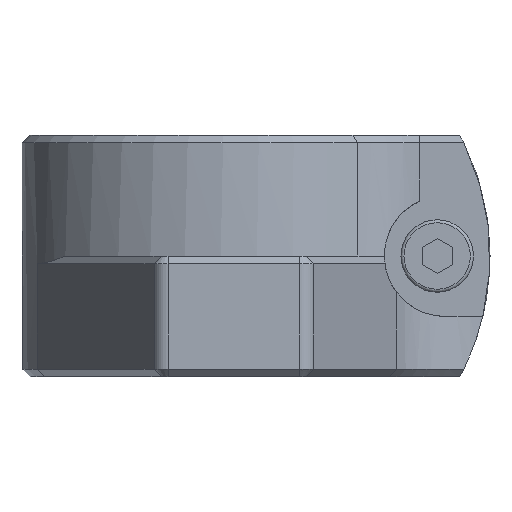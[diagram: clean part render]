
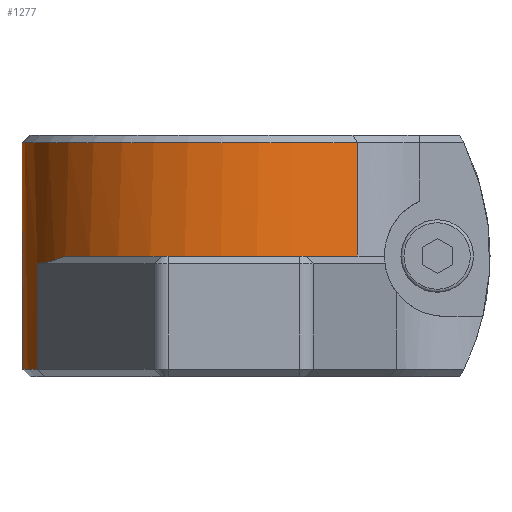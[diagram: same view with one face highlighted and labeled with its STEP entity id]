
A CAD part, left-side view. The second image highlights one B-rep face of the part: STEP entity #1277.
In plain terms, the highlighted cylindrical face has radius 14 mm (diameter 28 mm), a partial arc.
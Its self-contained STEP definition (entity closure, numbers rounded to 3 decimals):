
#21=ELLIPSE('',#1439,19.799,14.);
#22=ELLIPSE('',#1441,19.799,14.);
#80=CYLINDRICAL_SURFACE('',#1437,14.);
#118=LINE('',#2038,#220);
#157=LINE('',#2207,#259);
#159=LINE('',#2213,#261);
#160=LINE('',#2216,#262);
#220=VECTOR('',#1611,1000.);
#259=VECTOR('',#1748,1000.);
#261=VECTOR('',#1754,1000.);
#262=VECTOR('',#1757,1000.);
#483=ORIENTED_EDGE('',*,*,#788,.T.);
#484=ORIENTED_EDGE('',*,*,#790,.T.);
#485=ORIENTED_EDGE('',*,*,#791,.F.);
#486=ORIENTED_EDGE('',*,*,#792,.F.);
#487=ORIENTED_EDGE('',*,*,#751,.F.);
#488=ORIENTED_EDGE('',*,*,#793,.F.);
#489=ORIENTED_EDGE('',*,*,#794,.T.);
#490=ORIENTED_EDGE('',*,*,#711,.T.);
#491=ORIENTED_EDGE('',*,*,#705,.F.);
#492=ORIENTED_EDGE('',*,*,#795,.F.);
#705=EDGE_CURVE('',#876,#877,#967,.F.);
#711=EDGE_CURVE('',#880,#877,#118,.T.);
#751=EDGE_CURVE('',#912,#913,#986,.F.);
#788=EDGE_CURVE('',#940,#939,#157,.T.);
#790=EDGE_CURVE('',#939,#941,#1000,.T.);
#791=EDGE_CURVE('',#942,#941,#159,.T.);
#792=EDGE_CURVE('',#913,#942,#21,.F.);
#793=EDGE_CURVE('',#943,#912,#160,.T.);
#794=EDGE_CURVE('',#943,#880,#1001,.F.);
#795=EDGE_CURVE('',#940,#876,#22,.F.);
#876=VERTEX_POINT('',#2016);
#877=VERTEX_POINT('',#2018);
#880=VERTEX_POINT('',#2039);
#912=VERTEX_POINT('',#2128);
#913=VERTEX_POINT('',#2130);
#939=VERTEX_POINT('',#2206);
#940=VERTEX_POINT('',#2208);
#941=VERTEX_POINT('',#2212);
#942=VERTEX_POINT('',#2214);
#943=VERTEX_POINT('',#2217);
#967=CIRCLE('',#1383,14.);
#986=CIRCLE('',#1412,14.);
#1000=CIRCLE('',#1438,14.);
#1001=CIRCLE('',#1440,14.);
#1060=EDGE_LOOP('',(#483,#484,#485,#486,#487,#488,#489,#490,#491,#492));
#1156=FACE_BOUND('',#1060,.T.);
#1277=ADVANCED_FACE('',(#1156),#80,.T.);
#1383=AXIS2_PLACEMENT_3D('',#2017,#1600,#1601);
#1412=AXIS2_PLACEMENT_3D('',#2129,#1677,#1678);
#1437=AXIS2_PLACEMENT_3D('',#2210,#1750,#1751);
#1438=AXIS2_PLACEMENT_3D('',#2211,#1752,#1753);
#1439=AXIS2_PLACEMENT_3D('',#2215,#1755,#1756);
#1440=AXIS2_PLACEMENT_3D('',#2218,#1758,#1759);
#1441=AXIS2_PLACEMENT_3D('',#2219,#1760,#1761);
#1600=DIRECTION('',(0.,0.,1.));
#1601=DIRECTION('',(1.,0.,0.));
#1611=DIRECTION('',(0.,0.,-1.));
#1677=DIRECTION('',(0.,0.,1.));
#1678=DIRECTION('',(1.,0.,0.));
#1748=DIRECTION('',(0.,0.,-1.));
#1750=DIRECTION('',(0.,0.,-1.));
#1751=DIRECTION('',(-1.,0.,0.));
#1752=DIRECTION('',(0.,0.,1.));
#1753=DIRECTION('',(1.,0.,0.));
#1754=DIRECTION('',(0.,0.,-1.));
#1755=DIRECTION('',(-0.265,0.656,0.707));
#1756=DIRECTION('',(-0.265,0.656,-0.707));
#1757=DIRECTION('',(0.,0.,-1.));
#1758=DIRECTION('',(0.,0.,1.));
#1759=DIRECTION('',(1.,0.,0.));
#1760=DIRECTION('',(0.265,0.656,0.707));
#1761=DIRECTION('',(0.265,0.656,-0.707));
#2016=CARTESIAN_POINT('',(8.495,11.128,8.));
#2017=CARTESIAN_POINT('',(0.,0.,8.));
#2018=CARTESIAN_POINT('',(11.333,-8.219,8.));
#2038=CARTESIAN_POINT('',(11.333,-8.219,16.));
#2039=CARTESIAN_POINT('',(11.333,-8.219,15.5));
#2128=CARTESIAN_POINT('',(-11.333,-8.219,8.));
#2129=CARTESIAN_POINT('',(0.,0.,8.));
#2130=CARTESIAN_POINT('',(-8.495,11.128,8.));
#2206=CARTESIAN_POINT('',(5.244,12.981,0.5));
#2207=CARTESIAN_POINT('',(5.244,12.981,8.));
#2208=CARTESIAN_POINT('',(5.244,12.981,7.5));
#2210=CARTESIAN_POINT('',(0.,0.,8.));
#2211=CARTESIAN_POINT('',(0.,0.,0.5));
#2212=CARTESIAN_POINT('',(-5.244,12.981,0.5));
#2213=CARTESIAN_POINT('',(-5.244,12.981,8.));
#2214=CARTESIAN_POINT('',(-5.244,12.981,7.5));
#2215=CARTESIAN_POINT('',(0.,0.,21.5));
#2216=CARTESIAN_POINT('',(-11.333,-8.219,16.));
#2217=CARTESIAN_POINT('',(-11.333,-8.219,15.5));
#2218=CARTESIAN_POINT('',(0.,0.,15.5));
#2219=CARTESIAN_POINT('',(0.,0.,21.5));
